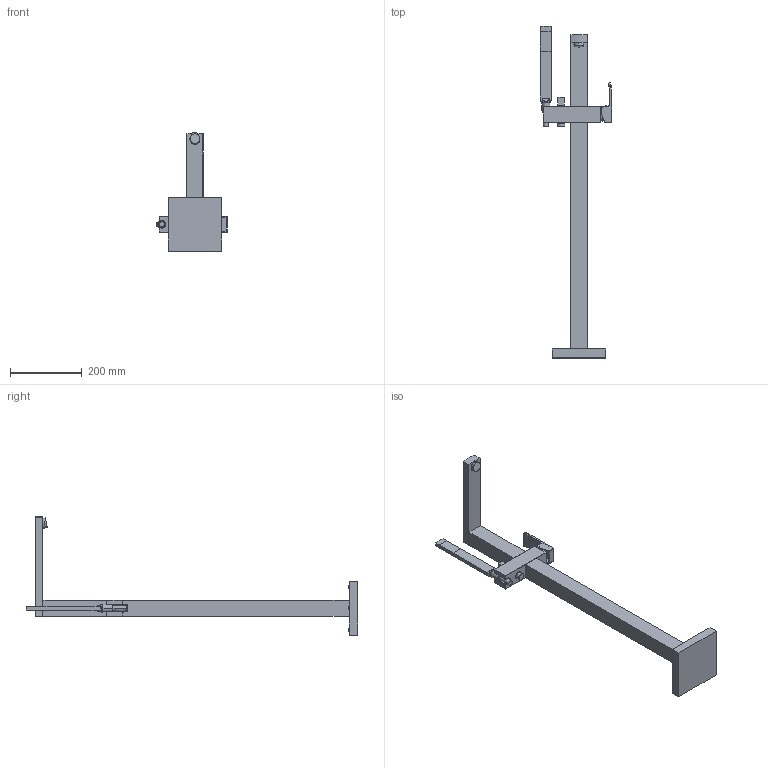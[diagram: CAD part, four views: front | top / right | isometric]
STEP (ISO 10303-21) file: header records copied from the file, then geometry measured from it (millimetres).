
FILE_DESCRIPTION((''),'2;1');
FILE_NAME('EL033CR','2021-01-13T17:15:25',('ut3'),('PAFFONI SpA'),'CREO PARAMETRIC BY PTC INC, 2020044','CREO PARAMETRIC BY PTC INC, 2020044','');
FILE_SCHEMA(('CONFIG_CONTROL_DESIGN','SHAPE_APPEARANCE_LAYERS_GROUPS'));
Length unit declared in the file: millimetre
Products named in the file (1): EL033CR
Bounding box: 198.51 x 927.39 x 330.5 mm (x, y, z)
Volume: 2869154.3 mm3; surface area: 333804.4 mm2
Topology: 1 solids, 1 shells, 533 faces, 1297 edges, 797 vertices
Faces by surface type: plane 217, cylinder 182, cone 84, sphere 24, bspline 15, torus 11
Entity records: 22082 total; most frequent: CARTESIAN_POINT 5864, DIRECTION 2639, ORIENTED_EDGE 2566, EDGE_CURVE 1283, AXIS2_PLACEMENT_3D 998, VERTEX_POINT 797, VECTOR 643, LINE 643
